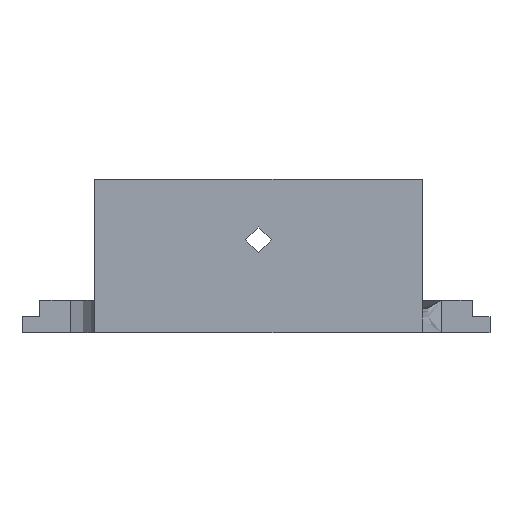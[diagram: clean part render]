
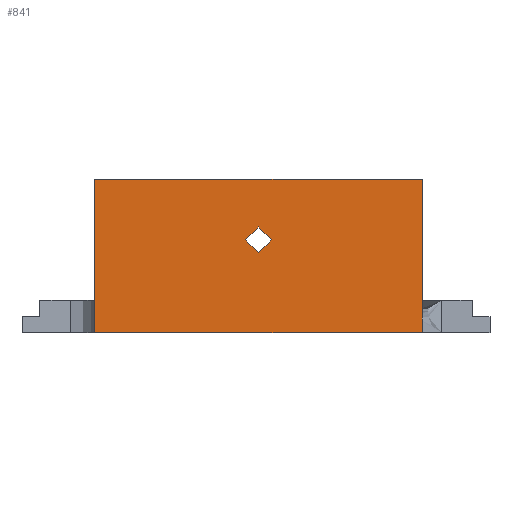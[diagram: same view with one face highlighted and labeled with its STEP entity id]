
A CAD part, front view. The second image highlights one B-rep face of the part: STEP entity #841.
In plain terms, the highlighted planar face has unit normal (0, -1, 0).
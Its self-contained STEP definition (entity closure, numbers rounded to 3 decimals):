
#42=FACE_BOUND('',#151,.T.);
#55=B_SPLINE_CURVE_WITH_KNOTS('',3,(#1667,#1668,#1669,#1670,#1671,#1672),
 .UNSPECIFIED.,.F.,.F.,(4,2,4),(-0.215,-0.188,-0.101),
 .UNSPECIFIED.);
#62=PLANE('',#929);
#86=FACE_OUTER_BOUND('',#150,.T.);
#150=EDGE_LOOP('',(#674,#675,#676,#677,#678));
#151=EDGE_LOOP('',(#679));
#187=LINE('',#1214,#261);
#191=LINE('',#1234,#265);
#193=LINE('',#1244,#267);
#207=LINE('',#1431,#281);
#261=VECTOR('',#987,10.);
#265=VECTOR('',#995,10.);
#267=VECTOR('',#999,1.);
#281=VECTOR('',#1043,10.);
#330=CIRCLE('',#887,1.6);
#365=VERTEX_POINT('',#1186);
#372=VERTEX_POINT('',#1205);
#374=VERTEX_POINT('',#1212);
#378=VERTEX_POINT('',#1233);
#379=VERTEX_POINT('',#1237);
#381=VERTEX_POINT('',#1243);
#448=EDGE_CURVE('',#365,#365,#330,.T.);
#460=EDGE_CURVE('',#374,#372,#187,.T.);
#465=EDGE_CURVE('',#378,#374,#191,.T.);
#468=EDGE_CURVE('',#381,#379,#193,.T.);
#500=EDGE_CURVE('',#378,#381,#207,.T.);
#530=EDGE_CURVE('',#379,#372,#55,.T.);
#674=ORIENTED_EDGE('',*,*,#530,.T.);
#675=ORIENTED_EDGE('',*,*,#460,.F.);
#676=ORIENTED_EDGE('',*,*,#465,.F.);
#677=ORIENTED_EDGE('',*,*,#500,.T.);
#678=ORIENTED_EDGE('',*,*,#468,.T.);
#679=ORIENTED_EDGE('',*,*,#448,.T.);
#841=ADVANCED_FACE('',(#86,#42),#62,.F.);
#887=AXIS2_PLACEMENT_3D('',#1187,#964,#965);
#929=AXIS2_PLACEMENT_3D('',#1673,#1084,#1085);
#964=DIRECTION('center_axis',(0.,1.,0.));
#965=DIRECTION('ref_axis',(1.,0.,0.));
#987=DIRECTION('',(0.,0.,-1.));
#995=DIRECTION('',(1.,0.,0.));
#999=DIRECTION('',(1.,0.,0.));
#1043=DIRECTION('',(0.,0.,-1.));
#1084=DIRECTION('center_axis',(0.,1.,0.));
#1085=DIRECTION('ref_axis',(0.,0.,1.));
#1186=CARTESIAN_POINT('',(-80.207,-101.97,11.5));
#1187=CARTESIAN_POINT('Origin',(-78.607,-101.97,11.5));
#1205=CARTESIAN_POINT('',(-58.301,-101.97,2.212));
#1212=CARTESIAN_POINT('',(-58.301,-101.97,19.));
#1214=CARTESIAN_POINT('',(-58.301,-101.97,9.5));
#1233=CARTESIAN_POINT('',(-98.913,-101.97,19.));
#1234=CARTESIAN_POINT('',(-78.607,-101.97,19.));
#1237=CARTESIAN_POINT('',(-58.301,-101.97,0.));
#1243=CARTESIAN_POINT('',(-98.913,-101.97,0.));
#1244=CARTESIAN_POINT('',(-78.366,-101.97,0.));
#1431=CARTESIAN_POINT('',(-98.913,-101.97,9.5));
#1667=CARTESIAN_POINT('Ctrl Pts',(-58.301,-101.97,0.));
#1668=CARTESIAN_POINT('Ctrl Pts',(-58.29,-101.97,0.196));
#1669=CARTESIAN_POINT('Ctrl Pts',(-58.292,-101.97,0.395));
#1670=CARTESIAN_POINT('Ctrl Pts',(-58.278,-101.97,1.315));
#1671=CARTESIAN_POINT('Ctrl Pts',(-58.223,-101.97,1.703));
#1672=CARTESIAN_POINT('Ctrl Pts',(-58.303,-101.97,2.212));
#1673=CARTESIAN_POINT('Origin',(-77.64,-101.97,1.999));
